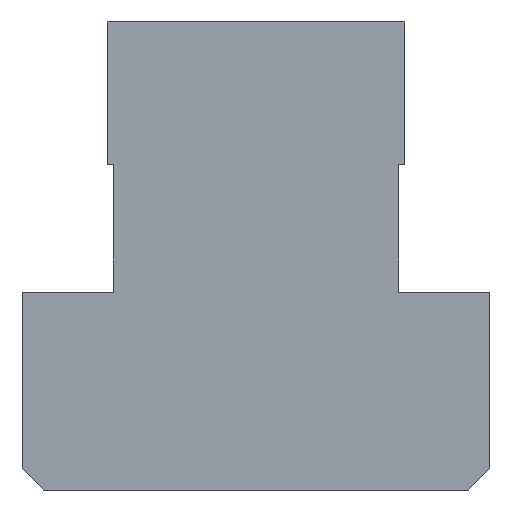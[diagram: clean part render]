
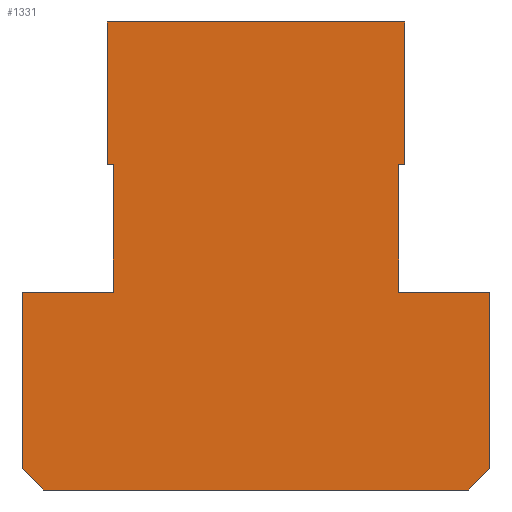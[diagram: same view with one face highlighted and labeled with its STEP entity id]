
A CAD part, front view. The second image highlights one B-rep face of the part: STEP entity #1331.
In plain terms, the highlighted planar face has unit normal (0, -1, 0).
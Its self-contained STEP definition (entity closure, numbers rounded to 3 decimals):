
#505=EDGE_CURVE('',#585,#1037,#1457,.T.);
#507=VERTEX_POINT('',#1459);
#555=VERTEX_POINT('',#1511);
#559=VERTEX_POINT('',#1515);
#585=VERTEX_POINT('',#1543);
#607=VERTEX_POINT('',#1566);
#643=EDGE_CURVE('',#1037,#607,#1610,.T.);
#645=EDGE_CURVE('',#733,#1351,#1612,.T.);
#655=VERTEX_POINT('',#1623);
#733=VERTEX_POINT('',#1712);
#743=EDGE_CURVE('',#1151,#559,#1723,.T.);
#787=EDGE_CURVE('',#1043,#555,#1773,.T.);
#813=EDGE_CURVE('',#969,#1113,#1801,.T.);
#817=EDGE_CURVE('',#555,#733,#1805,.T.);
#911=EDGE_CURVE('',#559,#969,#1908,.T.);
#927=EDGE_CURVE('',#655,#507,#1926,.T.);
#947=EDGE_CURVE('',#607,#1187,#1948,.T.);
#953=EDGE_CURVE('',#507,#1043,#1954,.T.);
#969=VERTEX_POINT('',#1971);
#1031=EDGE_CURVE('',#1187,#655,#2037,.T.);
#1037=VERTEX_POINT('',#2043);
#1043=VERTEX_POINT('',#2049);
#1113=VERTEX_POINT('',#2131);
#1129=EDGE_CURVE('',#1113,#585,#2147,.T.);
#1151=VERTEX_POINT('',#2171);
#1187=VERTEX_POINT('',#2212);
#1245=EDGE_CURVE('',#1351,#1151,#2277,.T.);
#1331=ADVANCED_FACE('',(#2376),#2377,.T.);
#1351=VERTEX_POINT('',#2401);
#1457=LINE('',#2512,#2513);
#1459=CARTESIAN_POINT('',(6.7,-30.0,0.));
#1511=CARTESIAN_POINT('',(11.0,-30.0,-8.3));
#1515=CARTESIAN_POINT('',(-11.0,-30.0,0.));
#1543=CARTESIAN_POINT('',(-7.,-30.0,6.));
#1566=CARTESIAN_POINT('',(7.,-30.0,12.7));
#1610=LINE('',#2714,#2715);
#1612=LINE('',#2718,#2719);
#1623=CARTESIAN_POINT('',(6.7,-30.0,6.));
#1712=CARTESIAN_POINT('',(10.,-30.0,-9.3));
#1723=LINE('',#2866,#2867);
#1773=LINE('',#2933,#2934);
#1801=LINE('',#2971,#2972);
#1805=LINE('',#2978,#2979);
#1908=LINE('',#3117,#3118);
#1926=LINE('',#3144,#3145);
#1948=LINE('',#3177,#3178);
#1954=LINE('',#3187,#3188);
#1971=CARTESIAN_POINT('',(-6.7,-30.0,0.));
#2037=LINE('',#3295,#3296);
#2043=CARTESIAN_POINT('',(-7.,-30.0,12.7));
#2049=CARTESIAN_POINT('',(11.0,-30.0,0.));
#2131=CARTESIAN_POINT('',(-6.7,-30.0,6.));
#2147=LINE('',#3440,#3441);
#2171=CARTESIAN_POINT('',(-11.0,-30.0,-8.3));
#2212=CARTESIAN_POINT('',(7.,-30.0,6.));
#2277=LINE('',#3614,#3615);
#2376=FACE_OUTER_BOUND('',#3736,.T.);
#2377=PLANE('',#3737);
#2401=CARTESIAN_POINT('',(-10.0,-30.0,-9.3));
#2512=CARTESIAN_POINT('',(-7.,-30.0,12.7));
#2513=VECTOR('',#3902,1.0);
#2714=CARTESIAN_POINT('',(7.,-30.0,12.7));
#2715=VECTOR('',#4073,1.0);
#2718=CARTESIAN_POINT('',(-10.0,-30.0,-9.3));
#2719=VECTOR('',#4074,1.0);
#2866=CARTESIAN_POINT('',(-11.0,-30.0,0.));
#2867=VECTOR('',#4238,1.0);
#2933=CARTESIAN_POINT('',(11.0,-30.0,-8.3));
#2934=VECTOR('',#4311,1.0);
#2971=CARTESIAN_POINT('',(-6.7,-30.0,6.));
#2972=VECTOR('',#4342,1.0);
#2978=CARTESIAN_POINT('',(10.,-30.0,-9.3));
#2979=VECTOR('',#4346,1.0);
#3117=CARTESIAN_POINT('',(-6.7,-30.0,0.));
#3118=VECTOR('',#4480,1.0);
#3144=CARTESIAN_POINT('',(6.7,-30.0,0.));
#3145=VECTOR('',#4508,1.0);
#3177=CARTESIAN_POINT('',(7.,-30.0,6.));
#3178=VECTOR('',#4537,1.0);
#3187=CARTESIAN_POINT('',(11.0,-30.0,0.));
#3188=VECTOR('',#4544,1.0);
#3295=CARTESIAN_POINT('',(6.7,-30.0,6.));
#3296=VECTOR('',#4624,1.0);
#3440=CARTESIAN_POINT('',(-7.,-30.0,6.));
#3441=VECTOR('',#4773,1.0);
#3614=CARTESIAN_POINT('',(-11.0,-30.0,-8.3));
#3615=VECTOR('',#4942,1.0);
#3736=EDGE_LOOP('',(#5078,#5079,#5080,#5081,#5082,#5083,#5084,#5085,#5086,#5087,#5088,#5089,#5090,#5091));
#3737=AXIS2_PLACEMENT_3D('',#5092,#5093,#5094);
#3902=DIRECTION('',(0.0,0.,1.0));
#4073=DIRECTION('',(1.0,0.0,0.0));
#4074=DIRECTION('',(-1.0,0.0,0.0));
#4238=DIRECTION('',(0.0,0.,1.0));
#4311=DIRECTION('',(0.0,0.,-1.0));
#4342=DIRECTION('',(0.0,0.,1.0));
#4346=DIRECTION('',(-0.707,0.,-0.707));
#4480=DIRECTION('',(1.0,0.0,0.0));
#4508=DIRECTION('',(0.0,0.,-1.0));
#4537=DIRECTION('',(0.0,0.,-1.0));
#4544=DIRECTION('',(1.0,0.0,0.0));
#4624=DIRECTION('',(-1.0,0.0,0.0));
#4773=DIRECTION('',(-1.0,0.0,0.0));
#4942=DIRECTION('',(-0.707,0.,0.707));
#5078=ORIENTED_EDGE('',*,*,#817,.F.);
#5079=ORIENTED_EDGE('',*,*,#787,.F.);
#5080=ORIENTED_EDGE('',*,*,#953,.F.);
#5081=ORIENTED_EDGE('',*,*,#927,.F.);
#5082=ORIENTED_EDGE('',*,*,#1031,.F.);
#5083=ORIENTED_EDGE('',*,*,#947,.F.);
#5084=ORIENTED_EDGE('',*,*,#643,.F.);
#5085=ORIENTED_EDGE('',*,*,#505,.F.);
#5086=ORIENTED_EDGE('',*,*,#1129,.F.);
#5087=ORIENTED_EDGE('',*,*,#813,.F.);
#5088=ORIENTED_EDGE('',*,*,#911,.F.);
#5089=ORIENTED_EDGE('',*,*,#743,.F.);
#5090=ORIENTED_EDGE('',*,*,#1245,.F.);
#5091=ORIENTED_EDGE('',*,*,#645,.F.);
#5092=CARTESIAN_POINT('',(0.,-30.0,0.715));
#5093=DIRECTION('',(0.0,-1.0,0.));
#5094=DIRECTION('',(1.0,0.0,0.0));
